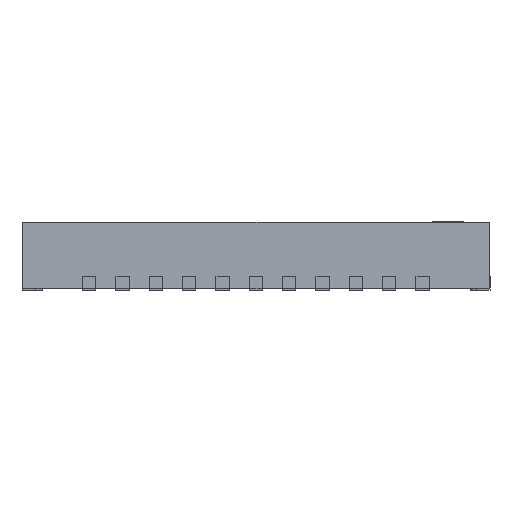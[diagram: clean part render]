
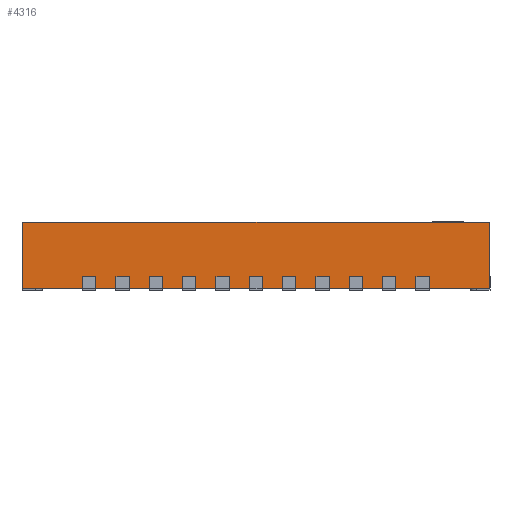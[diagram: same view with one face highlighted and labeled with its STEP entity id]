
A CAD part, left-side view. The second image highlights one B-rep face of the part: STEP entity #4316.
In plain terms, the highlighted planar face has unit normal (-1, 0, 0).
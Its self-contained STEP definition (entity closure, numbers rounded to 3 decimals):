
#869 = CARTESIAN_POINT ( 'NONE',  ( -3.5, -3.5, 1. ) ) ;
#2458 = CARTESIAN_POINT ( 'NONE',  ( -3.5, -3.5, 0. ) ) ;
#2772 = VERTEX_POINT ( 'NONE', #10931 ) ;
#3168 = EDGE_LOOP ( 'NONE', ( #22086, #26488, #24558, #25454 ) ) ;
#3251 = VECTOR ( 'NONE', #28404, 1000. ) ;
#3385 = CARTESIAN_POINT ( 'NONE',  ( -3.5, -3.5, 1. ) ) ;
#3535 = DIRECTION ( 'NONE',  ( 0., 0., -1. ) ) ;
#4316 = ADVANCED_FACE ( 'NONE', ( #11870 ), #21572, .F. ) ;
#4759 = VERTEX_POINT ( 'NONE', #6710 ) ;
#6710 = CARTESIAN_POINT ( 'NONE',  ( -3.5, 3.5, 0. ) ) ;
#7642 = LINE ( 'NONE', #22257, #8917 ) ;
#8917 = VECTOR ( 'NONE', #15117, 1000. ) ;
#9529 = LINE ( 'NONE', #2458, #22584 ) ;
#10731 = LINE ( 'NONE', #26133, #3251 ) ;
#10931 = CARTESIAN_POINT ( 'NONE',  ( -3.5, -3.5, 0. ) ) ;
#11870 = FACE_OUTER_BOUND ( 'NONE', #3168, .T. ) ;
#12432 = AXIS2_PLACEMENT_3D ( 'NONE', #869, #12528, #22513 ) ;
#12508 = DIRECTION ( 'NONE',  ( 0., -1., 0. ) ) ;
#12528 = DIRECTION ( 'NONE',  ( 1., 0., 0. ) ) ;
#13141 = CARTESIAN_POINT ( 'NONE',  ( -3.5, -3.5, 1. ) ) ;
#13197 = VERTEX_POINT ( 'NONE', #13141 ) ;
#15117 = DIRECTION ( 'NONE',  ( 0., -1., 0. ) ) ;
#16961 = EDGE_CURVE ( 'NONE', #22404, #13197, #7642, .T. ) ;
#17969 = EDGE_CURVE ( 'NONE', #4759, #2772, #9529, .T. ) ;
#21572 = PLANE ( 'NONE',  #12432 ) ;
#22086 = ORIENTED_EDGE ( 'NONE', *, *, #17969, .T. ) ;
#22257 = CARTESIAN_POINT ( 'NONE',  ( -3.5, -3.5, 1. ) ) ;
#22404 = VERTEX_POINT ( 'NONE', #30394 ) ;
#22513 = DIRECTION ( 'NONE',  ( 0., 0., -1. ) ) ;
#22584 = VECTOR ( 'NONE', #12508, 1000. ) ;
#22923 = LINE ( 'NONE', #3385, #24932 ) ;
#24558 = ORIENTED_EDGE ( 'NONE', *, *, #16961, .F. ) ;
#24932 = VECTOR ( 'NONE', #3535, 1000. ) ;
#25454 = ORIENTED_EDGE ( 'NONE', *, *, #28246, .T. ) ;
#25881 = EDGE_CURVE ( 'NONE', #13197, #2772, #22923, .T. ) ;
#26133 = CARTESIAN_POINT ( 'NONE',  ( -3.5, 3.5, 1. ) ) ;
#26488 = ORIENTED_EDGE ( 'NONE', *, *, #25881, .F. ) ;
#28246 = EDGE_CURVE ( 'NONE', #22404, #4759, #10731, .T. ) ;
#28404 = DIRECTION ( 'NONE',  ( 0., 0., -1. ) ) ;
#30394 = CARTESIAN_POINT ( 'NONE',  ( -3.5, 3.5, 1. ) ) ;
